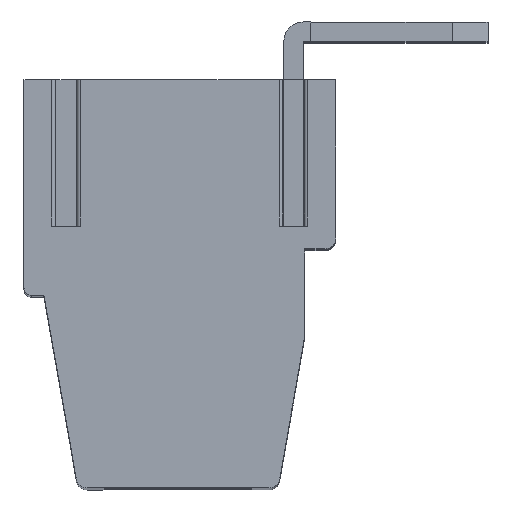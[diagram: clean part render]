
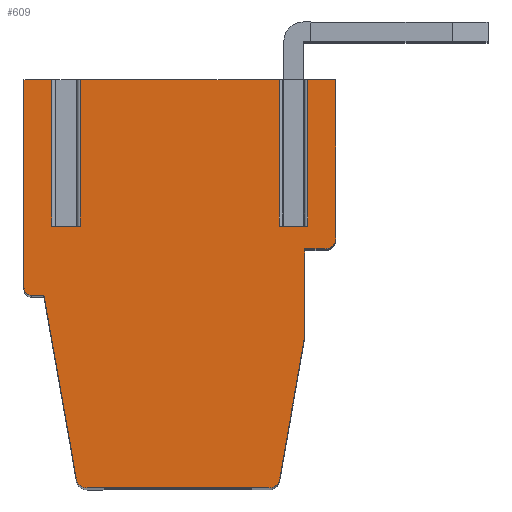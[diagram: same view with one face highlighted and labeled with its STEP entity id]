
A CAD part, top view. The second image highlights one B-rep face of the part: STEP entity #609.
In plain terms, the highlighted planar face has unit normal (0, 0, 1).
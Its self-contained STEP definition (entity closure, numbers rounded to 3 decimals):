
#609 = ADVANCED_FACE( '', ( #1406 ), #1407, .F. );
#1406 = FACE_OUTER_BOUND( '', #2370, .T. );
#1407 = PLANE( '', #2371 );
#2370 = EDGE_LOOP( '', ( #4272, #4273, #4274, #4275, #4276, #4277, #4278, #4279, #4280, #4281, #4282, #4283, #4284, #4285, #4286, #4287, #4288, #4289, #4290, #4291, #4292 ) );
#2371 = AXIS2_PLACEMENT_3D( '', #4293, #4294, #4295 );
#4272 = ORIENTED_EDGE( '', *, *, #6098, .T. );
#4273 = ORIENTED_EDGE( '', *, *, #6643, .T. );
#4274 = ORIENTED_EDGE( '', *, *, #6490, .T. );
#4275 = ORIENTED_EDGE( '', *, *, #6347, .T. );
#4276 = ORIENTED_EDGE( '', *, *, #6090, .T. );
#4277 = ORIENTED_EDGE( '', *, *, #5947, .F. );
#4278 = ORIENTED_EDGE( '', *, *, #6293, .T. );
#4279 = ORIENTED_EDGE( '', *, *, #6282, .T. );
#4280 = ORIENTED_EDGE( '', *, *, #5972, .T. );
#4281 = ORIENTED_EDGE( '', *, *, #6187, .F. );
#4282 = ORIENTED_EDGE( '', *, *, #6579, .T. );
#4283 = ORIENTED_EDGE( '', *, *, #6644, .T. );
#4284 = ORIENTED_EDGE( '', *, *, #6625, .T. );
#4285 = ORIENTED_EDGE( '', *, *, #6516, .T. );
#4286 = ORIENTED_EDGE( '', *, *, #6589, .T. );
#4287 = ORIENTED_EDGE( '', *, *, #6550, .F. );
#4288 = ORIENTED_EDGE( '', *, *, #6205, .F. );
#4289 = ORIENTED_EDGE( '', *, *, #6105, .T. );
#4290 = ORIENTED_EDGE( '', *, *, #6368, .T. );
#4291 = ORIENTED_EDGE( '', *, *, #6645, .T. );
#4292 = ORIENTED_EDGE( '', *, *, #6646, .T. );
#4293 = CARTESIAN_POINT( '', ( 141.952, 1.043, -27.5 ) );
#4294 = DIRECTION( '', ( 0., 0., -1. ) );
#4295 = DIRECTION( '', ( 0., -1., 0. ) );
#5947 = EDGE_CURVE( '', #7186, #7188, #7189, .T. );
#5972 = EDGE_CURVE( '', #7230, #7234, #7236, .T. );
#6090 = EDGE_CURVE( '', #7441, #7188, #7442, .T. );
#6098 = EDGE_CURVE( '', #7456, #7454, #7457, .T. );
#6105 = EDGE_CURVE( '', #7469, #7467, #7470, .T. );
#6187 = EDGE_CURVE( '', #7615, #7234, #7617, .T. );
#6205 = EDGE_CURVE( '', #7469, #7649, #7650, .T. );
#6282 = EDGE_CURVE( '', #7774, #7230, #7778, .T. );
#6293 = EDGE_CURVE( '', #7186, #7774, #7793, .T. );
#6347 = EDGE_CURVE( '', #7878, #7441, #7879, .T. );
#6368 = EDGE_CURVE( '', #7467, #7909, #7911, .T. );
#6490 = EDGE_CURVE( '', #8105, #7878, #8106, .T. );
#6516 = EDGE_CURVE( '', #8115, #8144, #8146, .T. );
#6550 = EDGE_CURVE( '', #7649, #8195, #8196, .T. );
#6579 = EDGE_CURVE( '', #7615, #8233, #8235, .T. );
#6589 = EDGE_CURVE( '', #8144, #8195, #8251, .T. );
#6625 = EDGE_CURVE( '', #8297, #8115, #8301, .T. );
#6643 = EDGE_CURVE( '', #7454, #8105, #8323, .T. );
#6644 = EDGE_CURVE( '', #8233, #8297, #8324, .T. );
#6645 = EDGE_CURVE( '', #7909, #8325, #8326, .T. );
#6646 = EDGE_CURVE( '', #8325, #7456, #8327, .T. );
#7186 = VERTEX_POINT( '', #9003 );
#7188 = VERTEX_POINT( '', #9006 );
#7189 = LINE( '', #9007, #9008 );
#7230 = VERTEX_POINT( '', #9069 );
#7234 = VERTEX_POINT( '', #9075 );
#7236 = LINE( '', #9078, #9079 );
#7441 = VERTEX_POINT( '', #9379 );
#7442 = LINE( '', #9380, #9381 );
#7454 = VERTEX_POINT( '', #9397 );
#7456 = VERTEX_POINT( '', #9399 );
#7457 = LINE( '', #9400, #9401 );
#7467 = VERTEX_POINT( '', #9413 );
#7469 = VERTEX_POINT( '', #9415 );
#7470 = LINE( '', #9416, #9417 );
#7615 = VERTEX_POINT( '', #9622 );
#7617 = CIRCLE( '', #9625, 0.298 );
#7649 = VERTEX_POINT( '', #9675 );
#7650 = LINE( '', #9676, #9677 );
#7774 = VERTEX_POINT( '', #9861 );
#7778 = LINE( '', #9867, #9868 );
#7793 = CIRCLE( '', #9889, 0.198 );
#7878 = VERTEX_POINT( '', #10012 );
#7879 = LINE( '', #10013, #10014 );
#7909 = VERTEX_POINT( '', #10058 );
#7911 = LINE( '', #10060, #10061 );
#8105 = VERTEX_POINT( '', #10348 );
#8106 = LINE( '', #10349, #10350 );
#8115 = VERTEX_POINT( '', #10360 );
#8144 = VERTEX_POINT( '', #10406 );
#8146 = LINE( '', #10409, #10410 );
#8195 = VERTEX_POINT( '', #10483 );
#8196 = CIRCLE( '', #10484, 0.298 );
#8233 = VERTEX_POINT( '', #10542 );
#8235 = LINE( '', #10545, #10546 );
#8251 = LINE( '', #10565, #10566 );
#8297 = VERTEX_POINT( '', #10642 );
#8301 = LINE( '', #10648, #10649 );
#8323 = LINE( '', #10679, #10680 );
#8324 = CIRCLE( '', #10681, 0.298 );
#8325 = VERTEX_POINT( '', #10682 );
#8326 = LINE( '', #10683, #10684 );
#8327 = LINE( '', #10685, #10686 );
#9003 = CARTESIAN_POINT( '', ( 137.954, -4.355, -27.5 ) );
#9006 = CARTESIAN_POINT( '', ( 137.954, 1.043, -27.5 ) );
#9007 = CARTESIAN_POINT( '', ( 137.954, -4.355, -27.5 ) );
#9008 = VECTOR( '', #11465, 1000. );
#9069 = CARTESIAN_POINT( '', ( 138.473, -4.553, -27.5 ) );
#9075 = CARTESIAN_POINT( '', ( 139.305, -9.275, -27.5 ) );
#9078 = CARTESIAN_POINT( '', ( 138.473, -4.553, -27.5 ) );
#9079 = VECTOR( '', #11489, 1000. );
#9379 = CARTESIAN_POINT( '', ( 138.68, 1.043, -27.5 ) );
#9380 = CARTESIAN_POINT( '', ( 141.952, 1.043, -27.5 ) );
#9381 = VECTOR( '', #11600, 1000. );
#9397 = CARTESIAN_POINT( '', ( 139.42, 1.043, -27.5 ) );
#9399 = CARTESIAN_POINT( '', ( 144.58, 1.043, -27.5 ) );
#9400 = CARTESIAN_POINT( '', ( 141.952, 1.043, -27.5 ) );
#9401 = VECTOR( '', #11614, 1000. );
#9413 = CARTESIAN_POINT( '', ( 145.32, 1.043, -27.5 ) );
#9415 = CARTESIAN_POINT( '', ( 146.05, 1.043, -27.5 ) );
#9416 = CARTESIAN_POINT( '', ( 141.952, 1.043, -27.5 ) );
#9417 = VECTOR( '', #11629, 1000. );
#9622 = CARTESIAN_POINT( '', ( 139.602, -9.558, -27.5 ) );
#9625 = AXIS2_PLACEMENT_3D( '', #11724, #11725, #11726 );
#9675 = CARTESIAN_POINT( '', ( 146.05, -3.055, -27.5 ) );
#9676 = CARTESIAN_POINT( '', ( 146.05, 1.043, -27.5 ) );
#9677 = VECTOR( '', #11741, 1000. );
#9861 = CARTESIAN_POINT( '', ( 138.152, -4.553, -27.5 ) );
#9867 = CARTESIAN_POINT( '', ( 138.152, -4.553, -27.5 ) );
#9868 = VECTOR( '', #11810, 1000. );
#9889 = AXIS2_PLACEMENT_3D( '', #11820, #11821, #11822 );
#10012 = CARTESIAN_POINT( '', ( 138.68, -2.757, -27.5 ) );
#10013 = CARTESIAN_POINT( '', ( 138.68, 1.043, -27.5 ) );
#10014 = VECTOR( '', #11870, 1000. );
#10058 = CARTESIAN_POINT( '', ( 145.32, -2.757, -27.5 ) );
#10060 = CARTESIAN_POINT( '', ( 145.32, 1.043, -27.5 ) );
#10061 = VECTOR( '', #11891, 1000. );
#10348 = CARTESIAN_POINT( '', ( 139.42, -2.757, -27.5 ) );
#10349 = CARTESIAN_POINT( '', ( 139.37, -2.757, -27.5 ) );
#10350 = VECTOR( '', #11994, 1000. );
#10360 = CARTESIAN_POINT( '', ( 145.236, -5.661, -27.5 ) );
#10406 = CARTESIAN_POINT( '', ( 145.236, -3.353, -27.5 ) );
#10409 = CARTESIAN_POINT( '', ( 145.236, -5.661, -27.5 ) );
#10410 = VECTOR( '', #12023, 1000. );
#10483 = CARTESIAN_POINT( '', ( 145.752, -3.353, -27.5 ) );
#10484 = AXIS2_PLACEMENT_3D( '', #12051, #12052, #12053 );
#10542 = CARTESIAN_POINT( '', ( 144.302, -9.558, -27.5 ) );
#10545 = CARTESIAN_POINT( '', ( 139.602, -9.558, -27.5 ) );
#10546 = VECTOR( '', #12075, 1000. );
#10565 = CARTESIAN_POINT( '', ( 145.236, -3.353, -27.5 ) );
#10566 = VECTOR( '', #12091, 1000. );
#10642 = CARTESIAN_POINT( '', ( 144.599, -9.275, -27.5 ) );
#10648 = CARTESIAN_POINT( '', ( 144.595, -9.298, -27.5 ) );
#10649 = VECTOR( '', #12116, 1000. );
#10679 = CARTESIAN_POINT( '', ( 139.42, 1.043, -27.5 ) );
#10680 = VECTOR( '', #12134, 1000. );
#10681 = AXIS2_PLACEMENT_3D( '', #12135, #12136, #12137 );
#10682 = CARTESIAN_POINT( '', ( 144.58, -2.757, -27.5 ) );
#10683 = CARTESIAN_POINT( '', ( 145.27, -2.757, -27.5 ) );
#10684 = VECTOR( '', #12138, 1000. );
#10685 = CARTESIAN_POINT( '', ( 144.58, 1.043, -27.5 ) );
#10686 = VECTOR( '', #12139, 1000. );
#11465 = DIRECTION( '', ( 0., 1., 0. ) );
#11489 = DIRECTION( '', ( 0.174, -0.985, 0. ) );
#11600 = DIRECTION( '', ( -1., 0., 0. ) );
#11614 = DIRECTION( '', ( -1., 0., 0. ) );
#11629 = DIRECTION( '', ( -1., 0., 0. ) );
#11724 = CARTESIAN_POINT( '', ( 139.602, -9.26, -27.5 ) );
#11725 = DIRECTION( '', ( 0., 0., -1. ) );
#11726 = DIRECTION( '', ( 0., -1., 0. ) );
#11741 = DIRECTION( '', ( 0., -1., 0. ) );
#11810 = DIRECTION( '', ( 1., 0., 0. ) );
#11820 = CARTESIAN_POINT( '', ( 138.152, -4.355, -27.5 ) );
#11821 = DIRECTION( '', ( 0., 0., 1. ) );
#11822 = DIRECTION( '', ( -1., 0., 0. ) );
#11870 = DIRECTION( '', ( 0., 1., 0. ) );
#11891 = DIRECTION( '', ( 0., -1., 0. ) );
#11994 = DIRECTION( '', ( -1., 0., 0. ) );
#12023 = DIRECTION( '', ( 0., 1., 0. ) );
#12051 = CARTESIAN_POINT( '', ( 145.752, -3.055, -27.5 ) );
#12052 = DIRECTION( '', ( 0., 0., -1. ) );
#12053 = DIRECTION( '', ( 1., 0., 0. ) );
#12075 = DIRECTION( '', ( 1., 0., 0. ) );
#12091 = DIRECTION( '', ( 1., 0., 0. ) );
#12116 = DIRECTION( '', ( 0.174, 0.985, 0. ) );
#12134 = DIRECTION( '', ( 0., -1., 0. ) );
#12135 = CARTESIAN_POINT( '', ( 144.302, -9.26, -27.5 ) );
#12136 = DIRECTION( '', ( 0., 0., 1. ) );
#12137 = DIRECTION( '', ( 0., -1., 0. ) );
#12138 = DIRECTION( '', ( -1., 0., 0. ) );
#12139 = DIRECTION( '', ( 0., 1., 0. ) );
